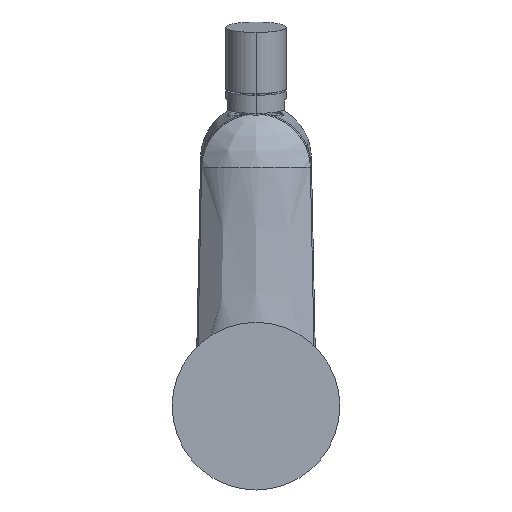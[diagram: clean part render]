
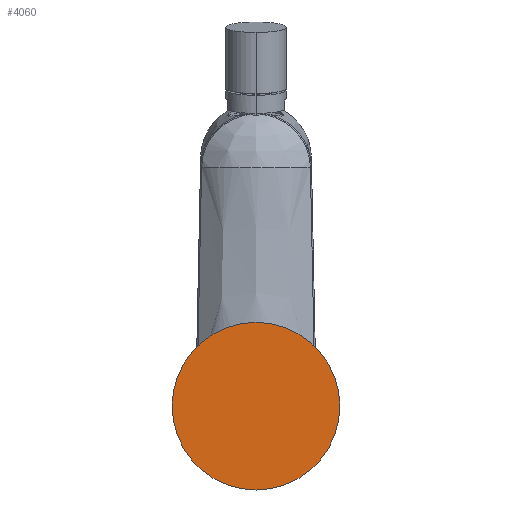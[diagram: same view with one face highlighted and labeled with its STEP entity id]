
A CAD part, front view. The second image highlights one B-rep face of the part: STEP entity #4060.
In plain terms, the highlighted planar face has unit normal (0, -1, 0).
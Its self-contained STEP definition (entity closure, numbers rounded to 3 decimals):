
#1198=CARTESIAN_POINT('',(0.,-4.,0.));
#1199=DIRECTION('',(0.,1.,0.));
#1200=DIRECTION('',(1.,0.,0.));
#1201=AXIS2_PLACEMENT_3D('',#1198,#1199,#1200);
#1203=CARTESIAN_POINT('',(0.,-4.,0.));
#1204=DIRECTION('',(0.,-1.,0.));
#1205=DIRECTION('',(1.,0.,0.));
#1206=AXIS2_PLACEMENT_3D('',#1203,#1204,#1205);
#1773=CARTESIAN_POINT('',(25.,-4.,0.));
#1775=VERTEX_POINT('',#1773);
#1777=CARTESIAN_POINT('',(-25.,-4.,0.));
#1779=VERTEX_POINT('',#1777);
#4051=CARTESIAN_POINT('',(0.,-4.,0.));
#4052=DIRECTION('',(0.,-1.,0.));
#4053=DIRECTION('',(-1.,0.,0.));
#4054=AXIS2_PLACEMENT_3D('',#4051,#4052,#4053);
#4055=PLANE('',#4054);
#4056=ORIENTED_EDGE('',*,*,#4037,.F.);
#4057=ORIENTED_EDGE('',*,*,#4019,.T.);
#4058=EDGE_LOOP('',(#4056,#4057));
#4059=FACE_OUTER_BOUND('',#4058,.F.);
#4060=ADVANCED_FACE('',(#4059),#4055,.T.);
#1202=CIRCLE('',#1201,25.);
#1207=CIRCLE('',#1206,25.);
#4019=EDGE_CURVE('',#1775,#1779,#1202,.T.);
#4037=EDGE_CURVE('',#1775,#1779,#1207,.T.);
